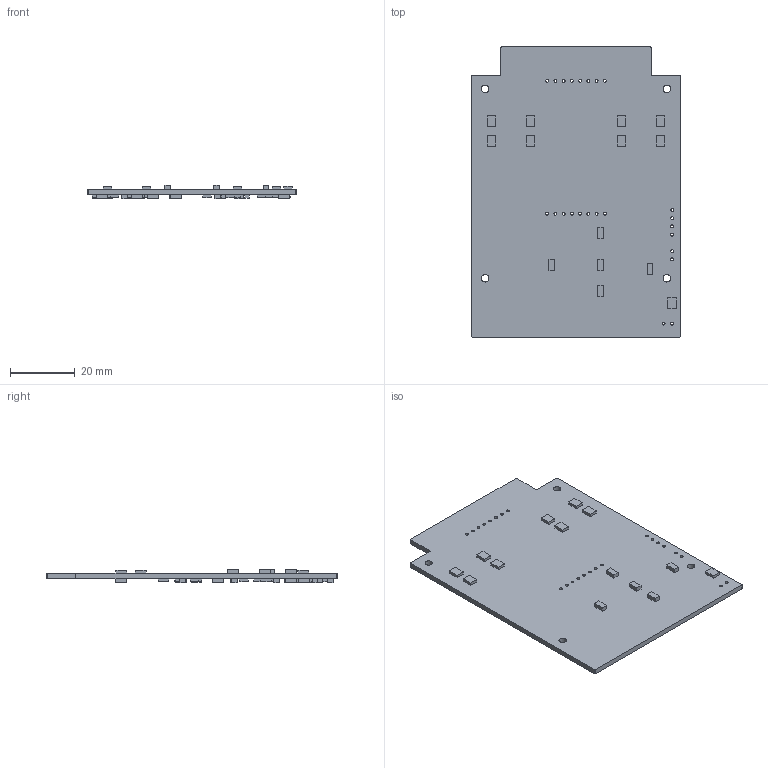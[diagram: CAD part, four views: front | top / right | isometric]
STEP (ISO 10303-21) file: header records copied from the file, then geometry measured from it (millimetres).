
FILE_DESCRIPTION(('Open CASCADE Model'),'2;1');
FILE_NAME('Open CASCADE Shape Model','2021-07-15T12:29:14',('Author'),( 'Open CASCADE'),'Open CASCADE STEP processor 6.8','Open CASCADE 6.8' ,'Unknown');
FILE_SCHEMA(('AUTOMOTIVE_DESIGN { 1 0 10303 214 1 1 1 1 }'));
Length unit declared in the file: millimetre
Products named in the file (66): PCB; Board; Open CASCADE STEP translator 6.8 1.1.1; R14; 6418850384; Extruded; R13; R15; R16; R8; R7; R6; R5; R1; R2; R3; R4; R27; R26; J2; J1; C22; 6418846704; C21; C20; 6418849984; Q2; 6418845504; R25; R24; R23; C19; R22; R21; R20; R19; R17; Q1; C18; R18 ...
Assembly tree (113 placements, depth 4):
  PCB
    Board
      Open CASCADE STEP translator 6.8 1.1.1
    R14
      6418850384
        Extruded
    R13
      6418850384
        Extruded
    R15
      6418850384
        Extruded
    R16
      6418850384
        Extruded
    R8
      6418850384
        Extruded
    R7
      6418850384
        Extruded
    R6
      6418850384
        Extruded
    R5
      6418850384
        Extruded
    R1
      6418850384
        Extruded
    R2
      6418850384
        Extruded
    R3
      6418850384
        Extruded
    R4
      6418850384
        Extruded
    R27
      6418850384
        Extruded
    R26
      6418850384
        Extruded
    J2
      6418850384
        Extruded
    J1
      6418850384
        Extruded
    C22
      6418846704
        Extruded
    C21
      6418846704
        Extruded
    C20
      6418849984
        Extruded
Bounding box: 64.25 x 89.45 x 4.22 mm (x, y, z)
Volume: 9414.9 mm3; surface area: 13197.4 mm2
Topology: 54 solids, 54 shells, 362 faces, 762 edges, 508 vertices
Faces by surface type: plane 328, cylinder 34
Full cylindrical faces by diameter (mm): 0.9 x24, 2.3 x4
Entity records: 3966 total; most frequent: DIRECTION 630, CARTESIAN_POINT 498, ORIENTED_EDGE 372, AXIS2_PLACEMENT_3D 256, EDGE_CURVE 186, PRODUCT_DEFINITION_SHAPE 179, FACE_BOUND 130, EDGE_LOOP 130
